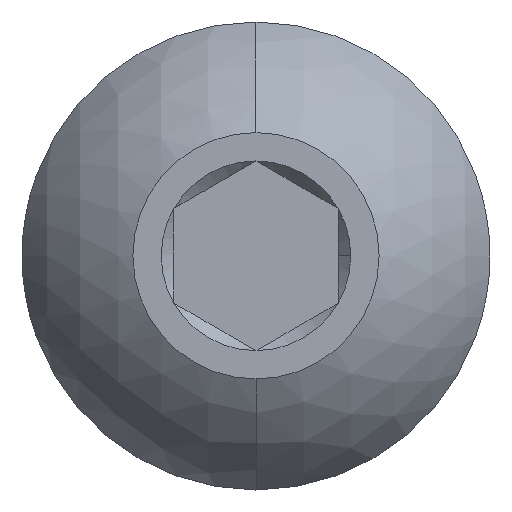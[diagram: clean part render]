
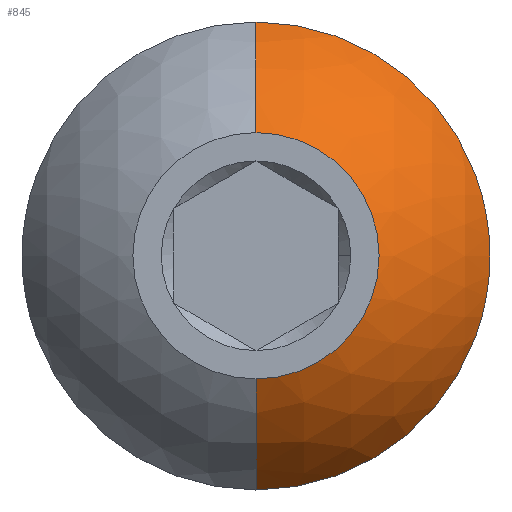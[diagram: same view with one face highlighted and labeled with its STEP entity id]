
A CAD part, top view. The second image highlights one B-rep face of the part: STEP entity #845.
In plain terms, the highlighted spherical face has radius 3.172 mm.
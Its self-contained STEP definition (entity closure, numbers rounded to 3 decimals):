
#1 = EDGE_CURVE ( 'NONE', #1696, #1657, #862, .T. ) ;
#26 = CARTESIAN_POINT ( 'NONE',  ( 0., 0., -2.795 ) ) ;
#53 = CIRCLE ( 'NONE', #618, 1.5 ) ;
#64 = EDGE_CURVE ( 'NONE', #219, #1696, #1916, .T. ) ;
#121 = VERTEX_POINT ( 'NONE', #641 ) ;
#162 = DIRECTION ( 'NONE',  ( 0., -1., 0. ) ) ;
#177 = DIRECTION ( 'NONE',  ( 0., -1., 0. ) ) ;
#194 = DIRECTION ( 'NONE',  ( 0., 1., 0. ) ) ;
#208 = EDGE_CURVE ( 'NONE', #547, #121, #53, .T. ) ;
#219 = VERTEX_POINT ( 'NONE', #653 ) ;
#242 = ORIENTED_EDGE ( 'NONE', *, *, #208, .F. ) ;
#322 = ORIENTED_EDGE ( 'NONE', *, *, #924, .F. ) ;
#323 = DIRECTION ( 'NONE',  ( -1., 0., 0. ) ) ;
#324 = DIRECTION ( 'NONE',  ( 1., 0., 0. ) ) ;
#337 = CARTESIAN_POINT ( 'NONE',  ( 0., 0., -1.403 ) ) ;
#388 = ORIENTED_EDGE ( 'NONE', *, *, #64, .T. ) ;
#393 = AXIS2_PLACEMENT_3D ( 'NONE', #640, #323, #177 ) ;
#456 = CARTESIAN_POINT ( 'NONE',  ( 0., 2.85, -1.403 ) ) ;
#466 = DIRECTION ( 'NONE',  ( 1., 0., 0. ) ) ;
#497 = FACE_OUTER_BOUND ( 'NONE', #935, .T. ) ;
#522 = CIRCLE ( 'NONE', #393, 3.172 ) ;
#547 = VERTEX_POINT ( 'NONE', #1870 ) ;
#618 = AXIS2_PLACEMENT_3D ( 'NONE', #796, #1577, #466 ) ;
#640 = CARTESIAN_POINT ( 'NONE',  ( 0., 0., -2.795 ) ) ;
#641 = CARTESIAN_POINT ( 'NONE',  ( 0., 1.5, 0. ) ) ;
#653 = CARTESIAN_POINT ( 'NONE',  ( 0., -2.85, -1.403 ) ) ;
#667 = AXIS2_PLACEMENT_3D ( 'NONE', #26, #1871, #194 ) ;
#676 = AXIS2_PLACEMENT_3D ( 'NONE', #783, #947, #1389 ) ;
#783 = CARTESIAN_POINT ( 'NONE',  ( 0., 0., -1.403 ) ) ;
#796 = CARTESIAN_POINT ( 'NONE',  ( 0., 0., 0. ) ) ;
#845 = ADVANCED_FACE ( 'NONE', ( #497 ), #1634, .T. ) ;
#862 = CIRCLE ( 'NONE', #676, 2.85 ) ;
#903 = AXIS2_PLACEMENT_3D ( 'NONE', #1229, #915, #162 ) ;
#910 = CARTESIAN_POINT ( 'NONE',  ( 2.85, 0., -1.403 ) ) ;
#915 = DIRECTION ( 'NONE',  ( 1., 0., 0. ) ) ;
#924 = EDGE_CURVE ( 'NONE', #219, #547, #522, .T. ) ;
#935 = EDGE_LOOP ( 'NONE', ( #388, #1795, #1489, #242, #322 ) ) ;
#947 = DIRECTION ( 'NONE',  ( 0., 0., 1. ) ) ;
#1229 = CARTESIAN_POINT ( 'NONE',  ( 0., 0., -2.795 ) ) ;
#1389 = DIRECTION ( 'NONE',  ( 1., 0., 0. ) ) ;
#1441 = EDGE_CURVE ( 'NONE', #1657, #121, #1665, .T. ) ;
#1489 = ORIENTED_EDGE ( 'NONE', *, *, #1441, .T. ) ;
#1577 = DIRECTION ( 'NONE',  ( 0., 0., 1. ) ) ;
#1632 = AXIS2_PLACEMENT_3D ( 'NONE', #337, #1859, #324 ) ;
#1634 = SPHERICAL_SURFACE ( 'NONE', #903, 3.172 ) ;
#1657 = VERTEX_POINT ( 'NONE', #456 ) ;
#1665 = CIRCLE ( 'NONE', #667, 3.172 ) ;
#1696 = VERTEX_POINT ( 'NONE', #910 ) ;
#1795 = ORIENTED_EDGE ( 'NONE', *, *, #1, .T. ) ;
#1859 = DIRECTION ( 'NONE',  ( 0., 0., 1. ) ) ;
#1870 = CARTESIAN_POINT ( 'NONE',  ( 0., -1.5, 0. ) ) ;
#1871 = DIRECTION ( 'NONE',  ( 1., 0., 0. ) ) ;
#1916 = CIRCLE ( 'NONE', #1632, 2.85 ) ;
